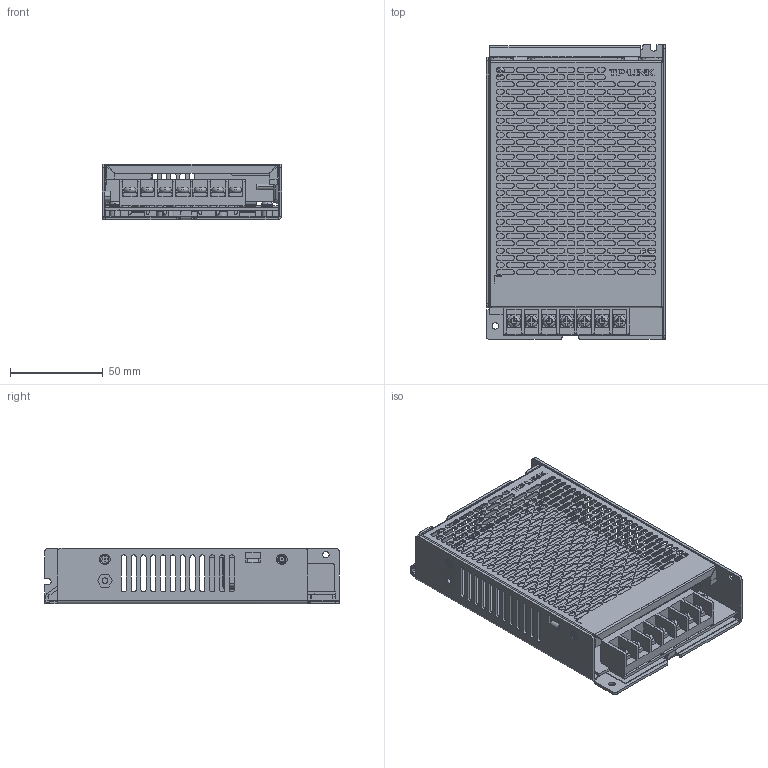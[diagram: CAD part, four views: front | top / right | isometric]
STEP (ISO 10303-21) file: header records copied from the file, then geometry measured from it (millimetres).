
FILE_DESCRIPTION((''),'2;1');
FILE_NAME('ASM0001_ASM','2022-03-25T',('admin'),(''),'PRO/ENGINEER BY PARAMETRIC TECHNOLOGY CORPORATION, 2013230','PRO/ENGINEER BY PARAMETRIC TECHNOLOGY CORPORATION, 2013230','');
FILE_SCHEMA(('AUTOMOTIVE_DESIGN { 1 0 10303 214 1 1 1 1 }'));
Products named in the file (12): BOT; JUEYUANPIAN; PCB; LUODING; TOP; PRT0001; PRT0002; MANGKONGMAOZHU; MANGKONGMAOZHU2; HB-950-9_5-7P-1K; JUEYUANPIAN2; ASM0001_ASM
Assembly tree (26 placements, depth 2):
  ASM0001_ASM
    BOT
    JUEYUANPIAN
    PCB
    LUODING  x4
    TOP
    PRT0001  x4
    PRT0002  x2
    MANGKONGMAOZHU  x6
    MANGKONGMAOZHU2  x4
    HB-950-9_5-7P-1K
    JUEYUANPIAN2
Bounding box: 97.1 x 159 x 30 mm (x, y, z)
Volume: 85776.9 mm3; surface area: 152101.3 mm2
Topology: 30 solids, 30 shells, 2683 faces, 7318 edges, 4770 vertices
Faces by surface type: plane 1531, cylinder 1024, bspline 54, torus 38, cone 24, sphere 12
Entity records: 85679 total; most frequent: CARTESIAN_POINT 16310, ORIENTED_EDGE 13240, DIRECTION 13170, EDGE_CURVE 6620, AXIS2_PLACEMENT_3D 4393, VECTOR 4384, LINE 4384, VERTEX_POINT 4314
